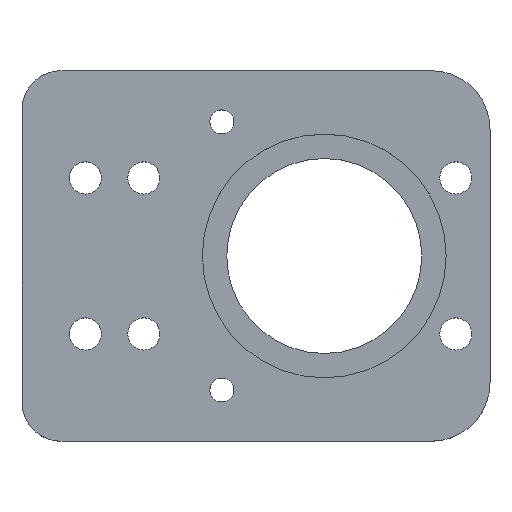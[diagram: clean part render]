
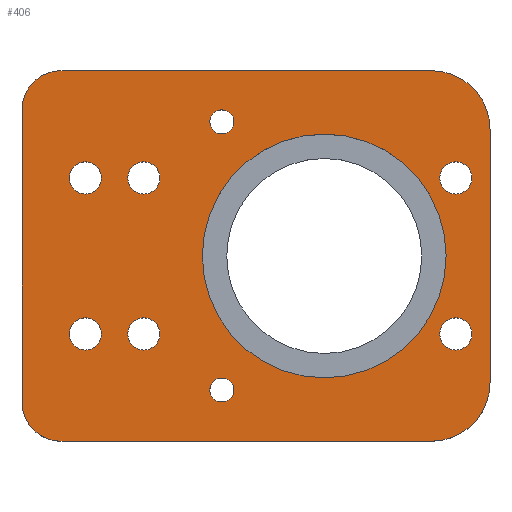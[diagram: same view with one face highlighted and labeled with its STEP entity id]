
A CAD part, top view. The second image highlights one B-rep face of the part: STEP entity #406.
In plain terms, the highlighted planar face has unit normal (0, 0, 1).
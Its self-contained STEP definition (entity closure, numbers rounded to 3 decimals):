
#15=FACE_BOUND('',#79,.T.);
#16=FACE_BOUND('',#80,.T.);
#17=FACE_BOUND('',#81,.T.);
#18=FACE_BOUND('',#82,.T.);
#19=FACE_BOUND('',#83,.T.);
#20=FACE_BOUND('',#84,.T.);
#21=FACE_BOUND('',#85,.T.);
#22=FACE_BOUND('',#86,.T.);
#23=FACE_BOUND('',#87,.T.);
#45=PLANE('',#451);
#55=FACE_OUTER_BOUND('',#78,.T.);
#78=EDGE_LOOP('',(#298,#299,#300,#301,#302,#303,#304,#305));
#79=EDGE_LOOP('',(#306));
#80=EDGE_LOOP('',(#307));
#81=EDGE_LOOP('',(#308));
#82=EDGE_LOOP('',(#309));
#83=EDGE_LOOP('',(#310));
#84=EDGE_LOOP('',(#311));
#85=EDGE_LOOP('',(#312));
#86=EDGE_LOOP('',(#313));
#87=EDGE_LOOP('',(#314));
#130=LINE('',#636,#152);
#133=LINE('',#642,#155);
#134=LINE('',#646,#156);
#135=LINE('',#650,#157);
#152=VECTOR('',#510,10.);
#155=VECTOR('',#515,10.);
#156=VECTOR('',#518,10.);
#157=VECTOR('',#521,10.);
#172=CIRCLE('',#448,4.);
#174=CIRCLE('',#452,6.);
#175=CIRCLE('',#453,6.);
#176=CIRCLE('',#454,4.);
#177=CIRCLE('',#455,12.5);
#178=CIRCLE('',#456,1.23);
#179=CIRCLE('',#457,1.23);
#180=CIRCLE('',#458,1.65);
#181=CIRCLE('',#459,1.65);
#182=CIRCLE('',#460,1.65);
#183=CIRCLE('',#461,1.65);
#184=CIRCLE('',#462,1.65);
#185=CIRCLE('',#463,1.65);
#200=VERTEX_POINT('',#626);
#201=VERTEX_POINT('',#627);
#204=VERTEX_POINT('',#635);
#206=VERTEX_POINT('',#641);
#207=VERTEX_POINT('',#643);
#208=VERTEX_POINT('',#645);
#209=VERTEX_POINT('',#647);
#210=VERTEX_POINT('',#649);
#211=VERTEX_POINT('',#652);
#212=VERTEX_POINT('',#654);
#213=VERTEX_POINT('',#656);
#214=VERTEX_POINT('',#658);
#215=VERTEX_POINT('',#660);
#216=VERTEX_POINT('',#662);
#217=VERTEX_POINT('',#664);
#218=VERTEX_POINT('',#666);
#219=VERTEX_POINT('',#668);
#240=EDGE_CURVE('',#200,#201,#172,.T.);
#244=EDGE_CURVE('',#204,#201,#130,.T.);
#247=EDGE_CURVE('',#200,#206,#133,.T.);
#248=EDGE_CURVE('',#207,#206,#174,.T.);
#249=EDGE_CURVE('',#207,#208,#134,.T.);
#250=EDGE_CURVE('',#209,#208,#175,.T.);
#251=EDGE_CURVE('',#209,#210,#135,.T.);
#252=EDGE_CURVE('',#204,#210,#176,.T.);
#253=EDGE_CURVE('',#211,#211,#177,.T.);
#254=EDGE_CURVE('',#212,#212,#178,.T.);
#255=EDGE_CURVE('',#213,#213,#179,.T.);
#256=EDGE_CURVE('',#214,#214,#180,.T.);
#257=EDGE_CURVE('',#215,#215,#181,.T.);
#258=EDGE_CURVE('',#216,#216,#182,.T.);
#259=EDGE_CURVE('',#217,#217,#183,.T.);
#260=EDGE_CURVE('',#218,#218,#184,.T.);
#261=EDGE_CURVE('',#219,#219,#185,.T.);
#298=ORIENTED_EDGE('',*,*,#240,.F.);
#299=ORIENTED_EDGE('',*,*,#247,.T.);
#300=ORIENTED_EDGE('',*,*,#248,.F.);
#301=ORIENTED_EDGE('',*,*,#249,.T.);
#302=ORIENTED_EDGE('',*,*,#250,.F.);
#303=ORIENTED_EDGE('',*,*,#251,.T.);
#304=ORIENTED_EDGE('',*,*,#252,.F.);
#305=ORIENTED_EDGE('',*,*,#244,.T.);
#306=ORIENTED_EDGE('',*,*,#253,.T.);
#307=ORIENTED_EDGE('',*,*,#254,.T.);
#308=ORIENTED_EDGE('',*,*,#255,.T.);
#309=ORIENTED_EDGE('',*,*,#256,.T.);
#310=ORIENTED_EDGE('',*,*,#257,.T.);
#311=ORIENTED_EDGE('',*,*,#258,.T.);
#312=ORIENTED_EDGE('',*,*,#259,.T.);
#313=ORIENTED_EDGE('',*,*,#260,.T.);
#314=ORIENTED_EDGE('',*,*,#261,.T.);
#406=ADVANCED_FACE('',(#55,#15,#16,#17,#18,#19,#20,#21,#22,#23),#45,.T.);
#448=AXIS2_PLACEMENT_3D('',#628,#502,#503);
#451=AXIS2_PLACEMENT_3D('',#640,#513,#514);
#452=AXIS2_PLACEMENT_3D('',#644,#516,#517);
#453=AXIS2_PLACEMENT_3D('',#648,#519,#520);
#454=AXIS2_PLACEMENT_3D('',#651,#522,#523);
#455=AXIS2_PLACEMENT_3D('',#653,#524,#525);
#456=AXIS2_PLACEMENT_3D('',#655,#526,#527);
#457=AXIS2_PLACEMENT_3D('',#657,#528,#529);
#458=AXIS2_PLACEMENT_3D('',#659,#530,#531);
#459=AXIS2_PLACEMENT_3D('',#661,#532,#533);
#460=AXIS2_PLACEMENT_3D('',#663,#534,#535);
#461=AXIS2_PLACEMENT_3D('',#665,#536,#537);
#462=AXIS2_PLACEMENT_3D('',#667,#538,#539);
#463=AXIS2_PLACEMENT_3D('',#669,#540,#541);
#502=DIRECTION('center_axis',(0.,0.,-1.));
#503=DIRECTION('ref_axis',(-0.707,-0.707,0.));
#510=DIRECTION('',(0.,-1.,0.));
#513=DIRECTION('center_axis',(0.,0.,1.));
#514=DIRECTION('ref_axis',(1.,0.,0.));
#515=DIRECTION('',(1.,0.,0.));
#516=DIRECTION('center_axis',(0.,0.,-1.));
#517=DIRECTION('ref_axis',(0.707,-0.707,0.));
#518=DIRECTION('',(0.,1.,0.));
#519=DIRECTION('center_axis',(0.,0.,-1.));
#520=DIRECTION('ref_axis',(0.707,0.707,0.));
#521=DIRECTION('',(-1.,0.,0.));
#522=DIRECTION('center_axis',(0.,0.,-1.));
#523=DIRECTION('ref_axis',(-0.707,0.707,0.));
#524=DIRECTION('center_axis',(0.,0.,-1.));
#525=DIRECTION('ref_axis',(1.,0.,0.));
#526=DIRECTION('center_axis',(0.,0.,-1.));
#527=DIRECTION('ref_axis',(1.,0.,0.));
#528=DIRECTION('center_axis',(0.,0.,-1.));
#529=DIRECTION('ref_axis',(1.,0.,0.));
#530=DIRECTION('center_axis',(0.,0.,-1.));
#531=DIRECTION('ref_axis',(1.,0.,0.));
#532=DIRECTION('center_axis',(0.,0.,-1.));
#533=DIRECTION('ref_axis',(1.,0.,0.));
#534=DIRECTION('center_axis',(0.,0.,-1.));
#535=DIRECTION('ref_axis',(1.,0.,0.));
#536=DIRECTION('center_axis',(0.,0.,-1.));
#537=DIRECTION('ref_axis',(1.,0.,0.));
#538=DIRECTION('center_axis',(0.,0.,-1.));
#539=DIRECTION('ref_axis',(1.,0.,0.));
#540=DIRECTION('center_axis',(0.,0.,-1.));
#541=DIRECTION('ref_axis',(1.,0.,0.));
#626=CARTESIAN_POINT('',(-20.,-19.,6.));
#627=CARTESIAN_POINT('',(-24.,-15.,6.));
#628=CARTESIAN_POINT('Origin',(-20.,-15.,6.));
#635=CARTESIAN_POINT('',(-24.,15.,6.));
#636=CARTESIAN_POINT('',(-24.,-19.,6.));
#640=CARTESIAN_POINT('Origin',(0.,0.,6.));
#641=CARTESIAN_POINT('',(18.,-19.,6.));
#642=CARTESIAN_POINT('',(24.,-19.,6.));
#643=CARTESIAN_POINT('',(24.,-13.,6.));
#644=CARTESIAN_POINT('Origin',(18.,-13.,6.));
#645=CARTESIAN_POINT('',(24.,13.,6.));
#646=CARTESIAN_POINT('',(24.,19.,6.));
#647=CARTESIAN_POINT('',(18.,19.,6.));
#648=CARTESIAN_POINT('Origin',(18.,13.,6.));
#649=CARTESIAN_POINT('',(-20.,19.,6.));
#650=CARTESIAN_POINT('',(-24.,19.,6.));
#651=CARTESIAN_POINT('Origin',(-20.,15.,6.));
#652=CARTESIAN_POINT('',(19.5,0.,6.));
#653=CARTESIAN_POINT('Origin',(7.,0.,6.));
#654=CARTESIAN_POINT('',(-2.271,13.75,6.));
#655=CARTESIAN_POINT('Origin',(-3.5,13.75,6.));
#656=CARTESIAN_POINT('',(-2.271,-13.75,6.));
#657=CARTESIAN_POINT('Origin',(-3.5,-13.75,6.));
#658=CARTESIAN_POINT('',(-15.85,-8.,6.));
#659=CARTESIAN_POINT('Origin',(-17.5,-8.,6.));
#660=CARTESIAN_POINT('',(22.15,8.,6.));
#661=CARTESIAN_POINT('Origin',(20.5,8.,6.));
#662=CARTESIAN_POINT('',(-15.85,8.,6.));
#663=CARTESIAN_POINT('Origin',(-17.5,8.,6.));
#664=CARTESIAN_POINT('',(-9.85,8.,6.));
#665=CARTESIAN_POINT('Origin',(-11.5,8.,6.));
#666=CARTESIAN_POINT('',(22.15,-8.,6.));
#667=CARTESIAN_POINT('Origin',(20.5,-8.,6.));
#668=CARTESIAN_POINT('',(-9.85,-8.,6.));
#669=CARTESIAN_POINT('Origin',(-11.5,-8.,6.));
